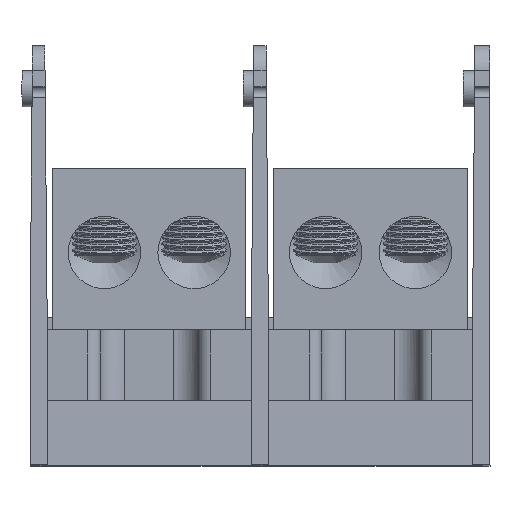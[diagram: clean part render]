
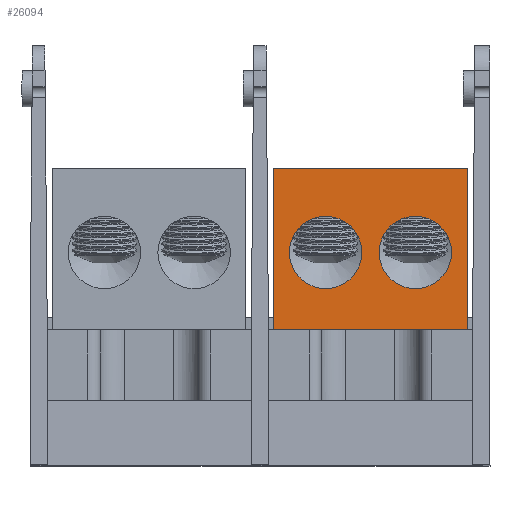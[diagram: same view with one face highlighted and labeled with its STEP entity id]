
A CAD part, top view. The second image highlights one B-rep face of the part: STEP entity #26094.
In plain terms, the highlighted planar face has unit normal (0, 0, -1).
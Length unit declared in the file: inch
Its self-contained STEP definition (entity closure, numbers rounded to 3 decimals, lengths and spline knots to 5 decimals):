
#750 = CARTESIAN_POINT ( 'NONE',  ( 0.75, -0.625, 1.25 ) ) ;
#1074 = DIRECTION ( 'NONE',  ( 1., 0., 0. ) ) ;
#4031 = DIRECTION ( 'NONE',  ( 0., 0., 1. ) ) ;
#9094 = EDGE_CURVE ( 'NONE', #24735, #95652, #89490, .T. ) ;
#11534 = CARTESIAN_POINT ( 'NONE',  ( 0.75, -0.625, 1.25 ) ) ;
#11970 = EDGE_LOOP ( 'NONE', ( #28140 ) ) ;
#13179 = CARTESIAN_POINT ( 'NONE',  ( -0.75, -0.625, 1.25 ) ) ;
#13946 = EDGE_LOOP ( 'NONE', ( #33312 ) ) ;
#14387 = VECTOR ( 'NONE', #17176, 39.37008 ) ;
#14822 = CARTESIAN_POINT ( 'NONE',  ( -0.067, -0.025, 1.25 ) ) ;
#16059 = FACE_BOUND ( 'NONE', #13946, .T. ) ;
#17176 = DIRECTION ( 'NONE',  ( 0., 1., 0. ) ) ;
#19766 = CIRCLE ( 'NONE', #90359, 0.281 ) ;
#23349 = DIRECTION ( 'NONE',  ( 0., 1., 0. ) ) ;
#23410 = EDGE_CURVE ( 'NONE', #96075, #96075, #19766, .T. ) ;
#24735 = VERTEX_POINT ( 'NONE', #13179 ) ;
#26094 = ADVANCED_FACE ( 'NONE', ( #53278, #33572, #16059 ), #26763, .T. ) ;
#26240 = CIRCLE ( 'NONE', #88998, 0.281 ) ;
#26763 = PLANE ( 'NONE',  #33771 ) ;
#27578 = DIRECTION ( 'NONE',  ( 0., 0., 1. ) ) ;
#28140 = ORIENTED_EDGE ( 'NONE', *, *, #23410, .T. ) ;
#29726 = VERTEX_POINT ( 'NONE', #14822 ) ;
#30066 = EDGE_LOOP ( 'NONE', ( #63700, #73948, #39667, #92946 ) ) ;
#30227 = VECTOR ( 'NONE', #1074, 39.37008 ) ;
#32494 = VERTEX_POINT ( 'NONE', #74205 ) ;
#33312 = ORIENTED_EDGE ( 'NONE', *, *, #49188, .T. ) ;
#33572 = FACE_BOUND ( 'NONE', #11970, .T. ) ;
#33771 = AXIS2_PLACEMENT_3D ( 'NONE', #88473, #43901, #95928 ) ;
#34246 = LINE ( 'NONE', #46767, #14387 ) ;
#35191 = LINE ( 'NONE', #73684, #54925 ) ;
#36592 = DIRECTION ( 'NONE',  ( -1., 0., 0. ) ) ;
#37732 = EDGE_CURVE ( 'NONE', #95652, #51859, #34246, .T. ) ;
#39667 = ORIENTED_EDGE ( 'NONE', *, *, #46550, .F. ) ;
#41036 = EDGE_CURVE ( 'NONE', #24735, #32494, #55143, .T. ) ;
#43901 = DIRECTION ( 'NONE',  ( 0., 0., -1. ) ) ;
#46550 = EDGE_CURVE ( 'NONE', #51859, #32494, #35191, .T. ) ;
#46767 = CARTESIAN_POINT ( 'NONE',  ( 0.75, 0., 1.25 ) ) ;
#48669 = CARTESIAN_POINT ( 'NONE',  ( 0.348, -0.025, 1.25 ) ) ;
#49188 = EDGE_CURVE ( 'NONE', #29726, #29726, #26240, .T. ) ;
#51859 = VERTEX_POINT ( 'NONE', #87133 ) ;
#53278 = FACE_OUTER_BOUND ( 'NONE', #30066, .T. ) ;
#54925 = VECTOR ( 'NONE', #36592, 39.37008 ) ;
#55143 = LINE ( 'NONE', #75411, #74941 ) ;
#56157 = DIRECTION ( 'NONE',  ( 1., 0., 0. ) ) ;
#63700 = ORIENTED_EDGE ( 'NONE', *, *, #9094, .F. ) ;
#71812 = CARTESIAN_POINT ( 'NONE',  ( 0.629, -0.025, 1.25 ) ) ;
#72121 = CARTESIAN_POINT ( 'NONE',  ( -0.348, -0.025, 1.25 ) ) ;
#73684 = CARTESIAN_POINT ( 'NONE',  ( 0.75, 0.625, 1.25 ) ) ;
#73948 = ORIENTED_EDGE ( 'NONE', *, *, #41036, .T. ) ;
#74205 = CARTESIAN_POINT ( 'NONE',  ( -0.75, 0.625, 1.25 ) ) ;
#74941 = VECTOR ( 'NONE', #23349, 39.37008 ) ;
#75411 = CARTESIAN_POINT ( 'NONE',  ( -0.75, 0.625, 1.25 ) ) ;
#79628 = DIRECTION ( 'NONE',  ( 1., 0., 0. ) ) ;
#87133 = CARTESIAN_POINT ( 'NONE',  ( 0.75, 0.625, 1.25 ) ) ;
#88473 = CARTESIAN_POINT ( 'NONE',  ( 0.75, 0.625, 1.25 ) ) ;
#88998 = AXIS2_PLACEMENT_3D ( 'NONE', #72121, #27578, #79628 ) ;
#89490 = LINE ( 'NONE', #750, #30227 ) ;
#90359 = AXIS2_PLACEMENT_3D ( 'NONE', #48669, #4031, #56157 ) ;
#92946 = ORIENTED_EDGE ( 'NONE', *, *, #37732, .F. ) ;
#95652 = VERTEX_POINT ( 'NONE', #11534 ) ;
#95928 = DIRECTION ( 'NONE',  ( 0., 1., 0. ) ) ;
#96075 = VERTEX_POINT ( 'NONE', #71812 ) ;
